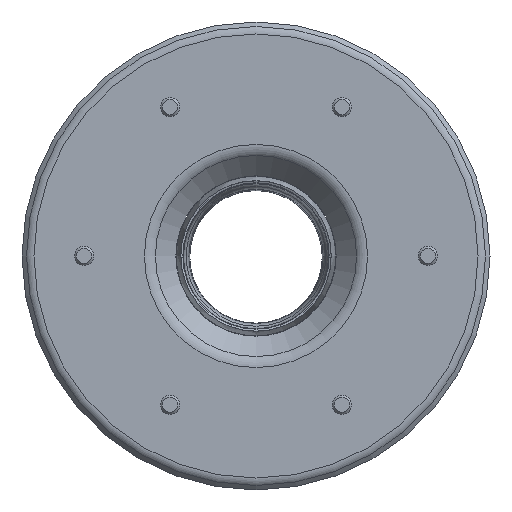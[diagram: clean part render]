
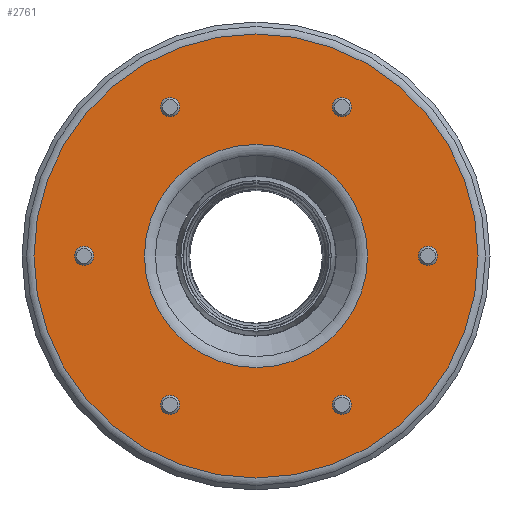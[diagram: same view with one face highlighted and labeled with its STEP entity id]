
A CAD part, top view. The second image highlights one B-rep face of the part: STEP entity #2761.
In plain terms, the highlighted planar face has unit normal (0, 0, 1).
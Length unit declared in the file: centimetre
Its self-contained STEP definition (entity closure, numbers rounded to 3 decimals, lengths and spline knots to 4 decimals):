
#28=FACE_BOUND('',#435,.T.);
#70=PLANE('',#3129);
#236=FACE_OUTER_BOUND('',#434,.T.);
#434=EDGE_LOOP('',(#2264));
#435=EDGE_LOOP('',(#2265));
#965=CIRCLE('',#3127,58.4079);
#967=CIRCLE('',#3130,116.236);
#1193=VERTEX_POINT('',#4880);
#1194=VERTEX_POINT('',#4884);
#1556=EDGE_CURVE('',#1193,#1193,#965,.T.);
#1558=EDGE_CURVE('',#1194,#1194,#967,.T.);
#2264=ORIENTED_EDGE('',*,*,#1558,.F.);
#2265=ORIENTED_EDGE('',*,*,#1556,.T.);
#2761=ADVANCED_FACE('',(#236,#28),#70,.T.);
#3127=AXIS2_PLACEMENT_3D('',#4881,#4027,#4028);
#3129=AXIS2_PLACEMENT_3D('',#4883,#4031,#4032);
#3130=AXIS2_PLACEMENT_3D('',#4885,#4033,#4034);
#4027=DIRECTION('center_axis',(0.,0.,-1.));
#4028=DIRECTION('ref_axis',(1.,0.,0.));
#4031=DIRECTION('center_axis',(0.,0.,1.));
#4032=DIRECTION('ref_axis',(0.,-1.,0.));
#4033=DIRECTION('center_axis',(0.,0.,-1.));
#4034=DIRECTION('ref_axis',(1.,0.,0.));
#4880=CARTESIAN_POINT('',(0.,-58.4079,260.));
#4881=CARTESIAN_POINT('Origin',(0.,0.,
260.));
#4883=CARTESIAN_POINT('Origin',(-116.236,0.,
260.));
#4884=CARTESIAN_POINT('',(0.,-116.236,260.));
#4885=CARTESIAN_POINT('Origin',(0.,0.,
260.));
